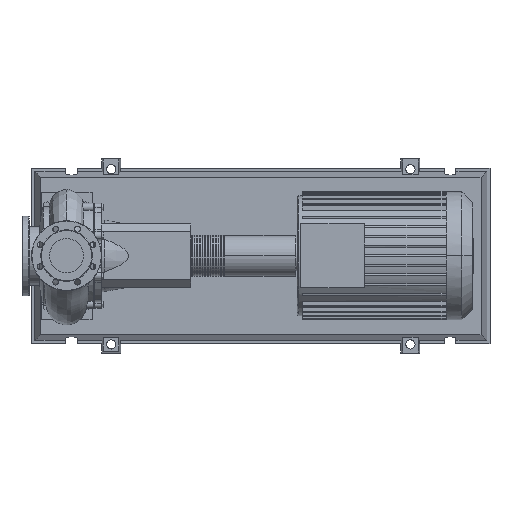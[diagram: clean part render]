
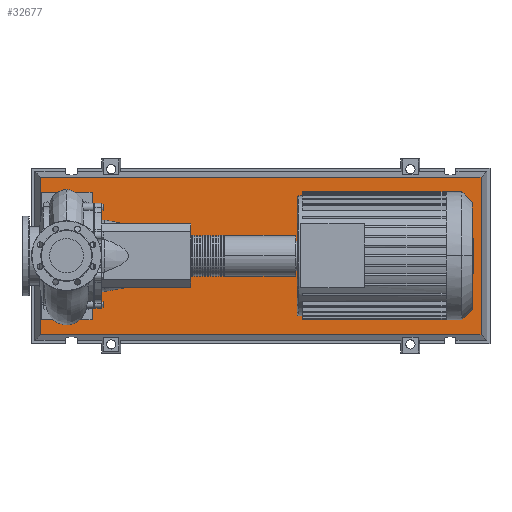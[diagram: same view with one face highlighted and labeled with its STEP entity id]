
A CAD part, top view. The second image highlights one B-rep face of the part: STEP entity #32677.
In plain terms, the highlighted planar face has unit normal (0, 0, 1).
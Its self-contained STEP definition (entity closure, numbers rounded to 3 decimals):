
#28844=CARTESIAN_POINT('',(1301.732,-246.732,103.0));
#28845=VERTEX_POINT('',#28844);
#28852=CARTESIAN_POINT('',(-81.732,-246.732,103.0));
#28853=VERTEX_POINT('',#28852);
#28854=CARTESIAN_POINT('',(1301.732,-246.732,103.0));
#28855=DIRECTION('',(-1.0,0.0,0.0));
#28856=VECTOR('',#28855,1383.465);
#28857=LINE('',#28854,#28856);
#28858=EDGE_CURVE('',#28845,#28853,#28857,.T.);
#32590=CARTESIAN_POINT('',(1301.732,246.732,103.0));
#32591=VERTEX_POINT('',#32590);
#32592=CARTESIAN_POINT('',(1301.732,246.732,103.0));
#32593=DIRECTION('',(0.0,-1.0,0.0));
#32594=VECTOR('',#32593,493.465);
#32595=LINE('',#32592,#32594);
#32596=EDGE_CURVE('',#32591,#28845,#32595,.T.);
#32614=CARTESIAN_POINT('',(-81.732,246.732,103.0));
#32615=VERTEX_POINT('',#32614);
#32616=CARTESIAN_POINT('',(-81.732,-246.732,103.0));
#32617=DIRECTION('',(0.0,1.0,0.0));
#32618=VECTOR('',#32617,493.465);
#32619=LINE('',#32616,#32618);
#32620=EDGE_CURVE('',#28853,#32615,#32619,.T.);
#32653=CARTESIAN_POINT('',(-81.732,246.732,103.0));
#32654=DIRECTION('',(1.0,0.0,0.0));
#32655=VECTOR('',#32654,1383.465);
#32656=LINE('',#32653,#32655);
#32657=EDGE_CURVE('',#32615,#32591,#32656,.T.);
#32666=CARTESIAN_POINT('',(610.,0.0,103.0));
#32667=DIRECTION('',(0.0,0.0,1.0));
#32668=DIRECTION('',(1.0,0.0,0.0));
#32669=AXIS2_PLACEMENT_3D('',#32666,#32667,#32668);
#32670=PLANE('',#32669);
#32671=ORIENTED_EDGE('',*,*,#32596,.F.);
#32672=ORIENTED_EDGE('',*,*,#32657,.F.);
#32673=ORIENTED_EDGE('',*,*,#32620,.F.);
#32674=ORIENTED_EDGE('',*,*,#28858,.F.);
#32675=EDGE_LOOP('',(#32671,#32672,#32673,#32674));
#32676=FACE_OUTER_BOUND('',#32675,.T.);
#32677=ADVANCED_FACE('',(#32676),#32670,.T.);
